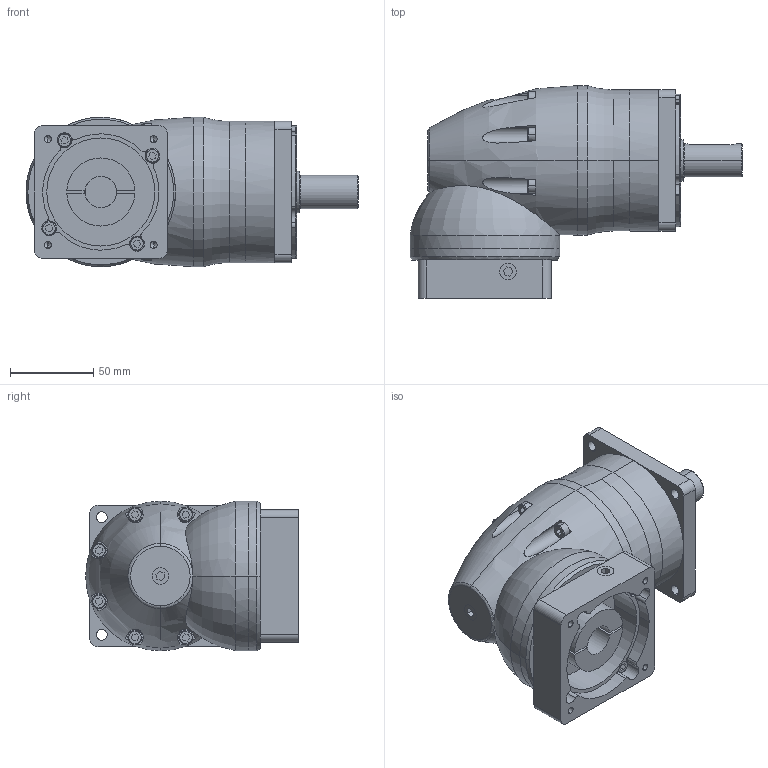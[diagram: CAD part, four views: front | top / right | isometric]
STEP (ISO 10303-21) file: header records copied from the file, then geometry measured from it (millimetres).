
FILE_DESCRIPTION (( 'STEP AP203' ), '1' );
FILE_NAME ('PZF085A-L1£¨19-35 70-3 4-5.5-90£©.STEP', '2022-06-05T08:30:30', ( '' ), ( '' ), 'SwSTEP 2.0', 'SolidWorks 2021', '' );
FILE_SCHEMA (( 'CONFIG_CONTROL_DESIGN' ));
Length unit declared in the file: millimetre
Products named in the file (1): PZF085A-L1（19-35 70-3 4-5.5-90）
Bounding box: 199.8 x 128.01 x 90.02 mm (x, y, z)
Volume: 1016949.1 mm3; surface area: 90905.6 mm2
Topology: 1 solids, 1 shells, 439 faces, 1063 edges, 669 vertices
Faces by surface type: plane 217, cylinder 145, torus 63, cone 14
Entity records: 13468 total; most frequent: CARTESIAN_POINT 2793, DIRECTION 2373, ORIENTED_EDGE 2106, EDGE_CURVE 1053, AXIS2_PLACEMENT_3D 911, VERTEX_POINT 669, LINE 551, VECTOR 551
